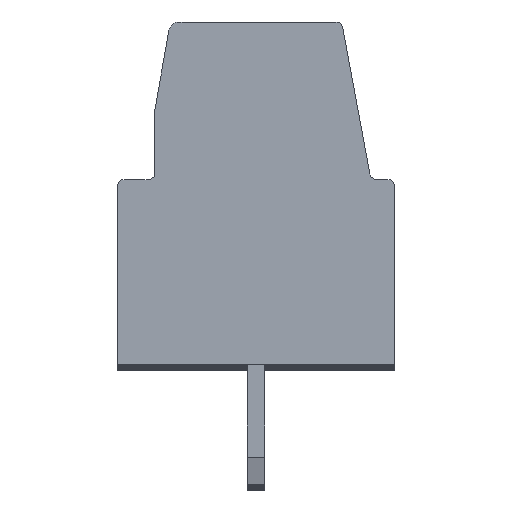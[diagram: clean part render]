
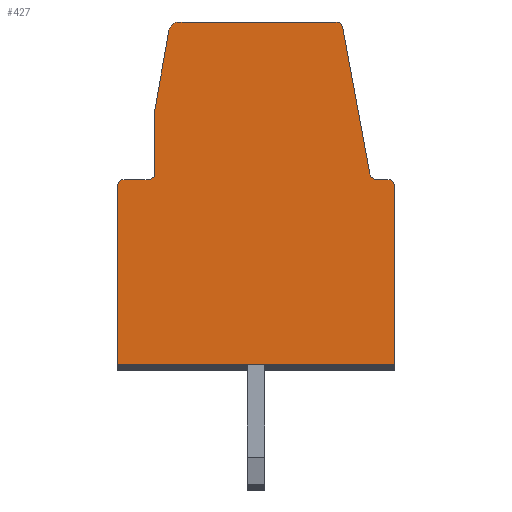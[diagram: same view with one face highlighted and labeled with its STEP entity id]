
A CAD part, top view. The second image highlights one B-rep face of the part: STEP entity #427.
In plain terms, the highlighted planar face has unit normal (0, 0, 1).
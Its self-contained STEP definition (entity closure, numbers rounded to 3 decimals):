
#427 = ADVANCED_FACE( '', ( #894 ), #895, .F. );
#894 = FACE_OUTER_BOUND( '', #1444, .T. );
#895 = PLANE( '', #1445 );
#1444 = EDGE_LOOP( '', ( #2235, #2236, #2237, #2238, #2239, #2240, #2241, #2242, #2243, #2244, #2245, #2246, #2247, #2248, #2249 ) );
#1445 = AXIS2_PLACEMENT_3D( '', #2250, #2251, #2252 );
#2235 = ORIENTED_EDGE( '', *, *, #3761, .T. );
#2236 = ORIENTED_EDGE( '', *, *, #3762, .T. );
#2237 = ORIENTED_EDGE( '', *, *, #3658, .F. );
#2238 = ORIENTED_EDGE( '', *, *, #3763, .T. );
#2239 = ORIENTED_EDGE( '', *, *, #3764, .T. );
#2240 = ORIENTED_EDGE( '', *, *, #3765, .T. );
#2241 = ORIENTED_EDGE( '', *, *, #3766, .T. );
#2242 = ORIENTED_EDGE( '', *, *, #3767, .T. );
#2243 = ORIENTED_EDGE( '', *, *, #3768, .F. );
#2244 = ORIENTED_EDGE( '', *, *, #3769, .T. );
#2245 = ORIENTED_EDGE( '', *, *, #3556, .F. );
#2246 = ORIENTED_EDGE( '', *, *, #3770, .T. );
#2247 = ORIENTED_EDGE( '', *, *, #3771, .T. );
#2248 = ORIENTED_EDGE( '', *, *, #3695, .T. );
#2249 = ORIENTED_EDGE( '', *, *, #3552, .F. );
#2250 = CARTESIAN_POINT( '', ( 0.81, -4.4, 0. ) );
#2251 = DIRECTION( '', ( 0., 0., -1. ) );
#2252 = DIRECTION( '', ( 0., 1., 0. ) );
#3552 = EDGE_CURVE( '', #4241, #4243, #4244, .T. );
#3556 = EDGE_CURVE( '', #4248, #4250, #4251, .T. );
#3658 = EDGE_CURVE( '', #4429, #4431, #4432, .T. );
#3695 = EDGE_CURVE( '', #4492, #4243, #4493, .T. );
#3761 = EDGE_CURVE( '', #4241, #4600, #4601, .T. );
#3762 = EDGE_CURVE( '', #4600, #4431, #4602, .T. );
#3763 = EDGE_CURVE( '', #4429, #4603, #4604, .T. );
#3764 = EDGE_CURVE( '', #4603, #4605, #4606, .T. );
#3765 = EDGE_CURVE( '', #4605, #4607, #4608, .T. );
#3766 = EDGE_CURVE( '', #4607, #4609, #4610, .T. );
#3767 = EDGE_CURVE( '', #4609, #4611, #4612, .T. );
#3768 = EDGE_CURVE( '', #4613, #4611, #4614, .T. );
#3769 = EDGE_CURVE( '', #4613, #4250, #4615, .T. );
#3770 = EDGE_CURVE( '', #4248, #4616, #4617, .T. );
#3771 = EDGE_CURVE( '', #4616, #4492, #4618, .T. );
#4241 = VERTEX_POINT( '', #5251 );
#4243 = VERTEX_POINT( '', #5254 );
#4244 = CIRCLE( '', #5255, 0.3 );
#4248 = VERTEX_POINT( '', #5260 );
#4250 = VERTEX_POINT( '', #5263 );
#4251 = CIRCLE( '', #5264, 0.2 );
#4429 = VERTEX_POINT( '', #5520 );
#4431 = VERTEX_POINT( '', #5523 );
#4432 = CIRCLE( '', #5524, 0.2 );
#4492 = VERTEX_POINT( '', #5612 );
#4493 = LINE( '', #5613, #5614 );
#4600 = VERTEX_POINT( '', #5768 );
#4601 = LINE( '', #5769, #5770 );
#4602 = LINE( '', #5771, #5772 );
#4603 = VERTEX_POINT( '', #5773 );
#4604 = LINE( '', #5774, #5775 );
#4605 = VERTEX_POINT( '', #5776 );
#4606 = CIRCLE( '', #5777, 0.2 );
#4607 = VERTEX_POINT( '', #5778 );
#4608 = LINE( '', #5779, #5780 );
#4609 = VERTEX_POINT( '', #5781 );
#4610 = LINE( '', #5782, #5783 );
#4611 = VERTEX_POINT( '', #5784 );
#4612 = LINE( '', #5785, #5786 );
#4613 = VERTEX_POINT( '', #5787 );
#4614 = CIRCLE( '', #5788, 0.2 );
#4615 = LINE( '', #5789, #5790 );
#4616 = VERTEX_POINT( '', #5791 );
#4617 = LINE( '', #5792, #5793 );
#4618 = CIRCLE( '', #5794, 0.2 );
#5251 = CARTESIAN_POINT( '', ( -6.594, 9.752, 0. ) );
#5254 = CARTESIAN_POINT( '', ( -6.298, 10., 0. ) );
#5255 = AXIS2_PLACEMENT_3D( '', #6632, #6633, #6634 );
#5260 = CARTESIAN_POINT( '', ( -0.728, 5.564, 0. ) );
#5263 = CARTESIAN_POINT( '', ( -0.531, 5.4, 0. ) );
#5264 = AXIS2_PLACEMENT_3D( '', #6637, #6638, #6639 );
#5520 = CARTESIAN_POINT( '', ( -7.2, 5.4, 0. ) );
#5523 = CARTESIAN_POINT( '', ( -7., 5.6, 0. ) );
#5524 = AXIS2_PLACEMENT_3D( '', #6725, #6726, #6727 );
#5612 = CARTESIAN_POINT( '', ( -1.716, 10., 0. ) );
#5613 = CARTESIAN_POINT( '', ( -16.414, 10., 0. ) );
#5614 = VECTOR( '', #6762, 1000. );
#5768 = CARTESIAN_POINT( '', ( -7., 7.448, 0. ) );
#5769 = CARTESIAN_POINT( '', ( -11.564, -18.438, 0. ) );
#5770 = VECTOR( '', #6819, 1000. );
#5771 = CARTESIAN_POINT( '', ( -7., -18.438, 0. ) );
#5772 = VECTOR( '', #6820, 1000. );
#5773 = CARTESIAN_POINT( '', ( -7.9, 5.4, 0. ) );
#5774 = CARTESIAN_POINT( '', ( -16.414, 5.4, 0. ) );
#5775 = VECTOR( '', #6821, 1000. );
#5776 = CARTESIAN_POINT( '', ( -8.1, 5.2, 0. ) );
#5777 = AXIS2_PLACEMENT_3D( '', #6822, #6823, #6824 );
#5778 = CARTESIAN_POINT( '', ( -8.1, 0., 0. ) );
#5779 = CARTESIAN_POINT( '', ( -8.1, -18.438, 0. ) );
#5780 = VECTOR( '', #6825, 1000. );
#5781 = CARTESIAN_POINT( '', ( 0., 0., 0. ) );
#5782 = CARTESIAN_POINT( '', ( -16.414, 0., 0. ) );
#5783 = VECTOR( '', #6826, 1000. );
#5784 = CARTESIAN_POINT( '', ( 0., 5.2, 0. ) );
#5785 = CARTESIAN_POINT( '', ( 0., -18.438, 0. ) );
#5786 = VECTOR( '', #6827, 1000. );
#5787 = CARTESIAN_POINT( '', ( -0.2, 5.4, 0. ) );
#5788 = AXIS2_PLACEMENT_3D( '', #6828, #6829, #6830 );
#5789 = CARTESIAN_POINT( '', ( -16.414, 5.4, 0. ) );
#5790 = VECTOR( '', #6831, 1000. );
#5791 = CARTESIAN_POINT( '', ( -1.52, 9.836, 0. ) );
#5792 = CARTESIAN_POINT( '', ( 3.721, -18.438, 0. ) );
#5793 = VECTOR( '', #6832, 1000. );
#5794 = AXIS2_PLACEMENT_3D( '', #6833, #6834, #6835 );
#6632 = CARTESIAN_POINT( '', ( -6.298, 9.7, 0. ) );
#6633 = DIRECTION( '', ( 0., 0., -1. ) );
#6634 = DIRECTION( '', ( -1., 0., 0. ) );
#6637 = CARTESIAN_POINT( '', ( -0.531, 5.6, 0. ) );
#6638 = DIRECTION( '', ( 0., 0., 1. ) );
#6639 = DIRECTION( '', ( 1., 0., 0. ) );
#6725 = CARTESIAN_POINT( '', ( -7.2, 5.6, 0. ) );
#6726 = DIRECTION( '', ( 0., 0., 1. ) );
#6727 = DIRECTION( '', ( 1., 0., 0. ) );
#6762 = DIRECTION( '', ( -1., 0., 0. ) );
#6819 = DIRECTION( '', ( -0.174, -0.985, 0. ) );
#6820 = DIRECTION( '', ( 0., -1., 0. ) );
#6821 = DIRECTION( '', ( -1., 0., 0. ) );
#6822 = CARTESIAN_POINT( '', ( -7.9, 5.2, 0. ) );
#6823 = DIRECTION( '', ( 0., 0., 1. ) );
#6824 = DIRECTION( '', ( 1., 0., 0. ) );
#6825 = DIRECTION( '', ( 0., -1., 0. ) );
#6826 = DIRECTION( '', ( 1., 0., 0. ) );
#6827 = DIRECTION( '', ( 0., 1., 0. ) );
#6828 = CARTESIAN_POINT( '', ( -0.2, 5.2, 0. ) );
#6829 = DIRECTION( '', ( 0., 0., -1. ) );
#6830 = DIRECTION( '', ( -1., 0., 0. ) );
#6831 = DIRECTION( '', ( -1., 0., 0. ) );
#6832 = DIRECTION( '', ( -0.182, 0.983, 0. ) );
#6833 = CARTESIAN_POINT( '', ( -1.716, 9.8, 0. ) );
#6834 = DIRECTION( '', ( 0., 0., 1. ) );
#6835 = DIRECTION( '', ( 1., 0., 0. ) );
